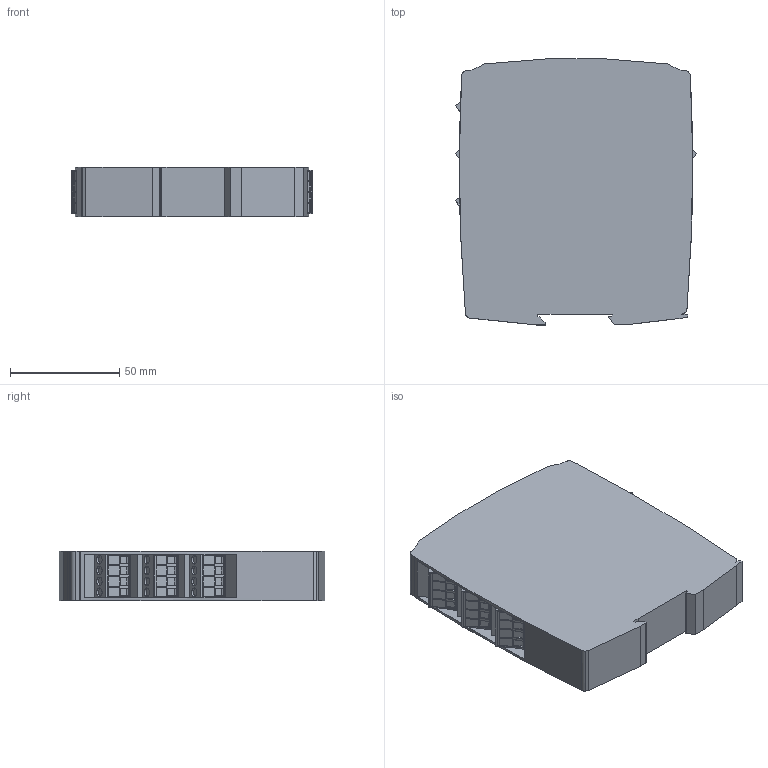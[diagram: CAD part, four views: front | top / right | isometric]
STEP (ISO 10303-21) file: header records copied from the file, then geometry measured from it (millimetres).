
FILE_DESCRIPTION (( 'STEP AP214' ), '1' );
FILE_NAME ('UG6980-02PS-61-24.STEP', '2021-05-04T19:46:50', ( '' ), ( '' ), 'SwSTEP 2.0', 'SolidWorks 2021', '' );
FILE_SCHEMA (( 'AUTOMOTIVE_DESIGN' ));
Length unit declared in the file: inch
Products named in the file (1): UG6980-02PS-61-24
Bounding box: 110.63 x 121.98 x 22.5 mm (x, y, z)
Volume: 273563.7 mm3; surface area: 37668.5 mm2
Topology: 1 solids, 9 shells, 403 faces, 1076 edges, 708 vertices
Faces by surface type: plane 356, cylinder 38, bspline 9
Full cylindrical faces by diameter (mm): 4 x16
Entity records: 21297 total; most frequent: CARTESIAN_POINT 11647, ORIENTED_EDGE 2088, DIRECTION 1728, EDGE_CURVE 1044, VECTOR 920, LINE 920, VERTEX_POINT 692, EDGE_LOOP 436
